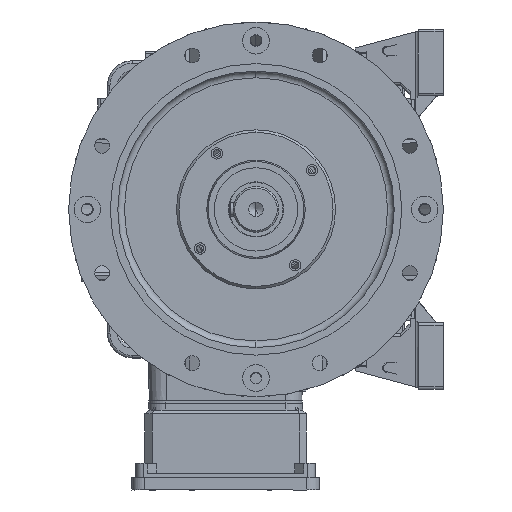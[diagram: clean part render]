
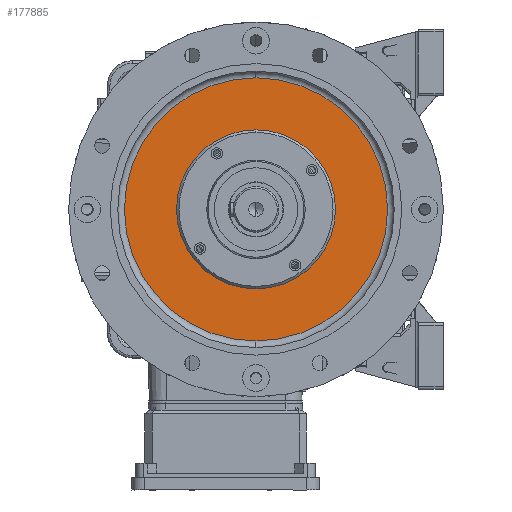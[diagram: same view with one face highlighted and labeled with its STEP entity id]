
A CAD part, left-side view. The second image highlights one B-rep face of the part: STEP entity #177885.
In plain terms, the highlighted planar face has unit normal (-1, 0, 0).
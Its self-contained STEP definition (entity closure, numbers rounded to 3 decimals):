
#10908 = FACE_OUTER_BOUND ( 'NONE', #163957, .T. ) ;
#15298 = VERTEX_POINT ( 'NONE', #124322 ) ;
#31002 = ORIENTED_EDGE ( 'NONE', *, *, #73767, .F. ) ;
#36945 = EDGE_CURVE ( 'NONE', #37814, #15298, #136583, .T. ) ;
#37814 = VERTEX_POINT ( 'NONE', #41728 ) ;
#41728 = CARTESIAN_POINT ( 'NONE',  ( 19.5, 0., -95.5 ) ) ;
#43163 = VERTEX_POINT ( 'NONE', #95042 ) ;
#43845 = PLANE ( 'NONE',  #97569 ) ;
#53293 = ORIENTED_EDGE ( 'NONE', *, *, #167576, .T. ) ;
#54473 = AXIS2_PLACEMENT_3D ( 'NONE', #77662, #58128, #140415 ) ;
#58128 = DIRECTION ( 'NONE',  ( -1., 0., 0. ) ) ;
#58199 = ORIENTED_EDGE ( 'NONE', *, *, #36945, .F. ) ;
#59532 = EDGE_LOOP ( 'NONE', ( #58199, #31002 ) ) ;
#63466 = VERTEX_POINT ( 'NONE', #109304 ) ;
#69554 = CARTESIAN_POINT ( 'NONE',  ( 19.5, 0., 0. ) ) ;
#73767 = EDGE_CURVE ( 'NONE', #15298, #37814, #119641, .T. ) ;
#77662 = CARTESIAN_POINT ( 'NONE',  ( 19.5, 0., 0. ) ) ;
#82128 = AXIS2_PLACEMENT_3D ( 'NONE', #151773, #101477, #166271 ) ;
#85594 = CIRCLE ( 'NONE', #180759, 158. ) ;
#93347 = DIRECTION ( 'NONE',  ( 0., 0., 1. ) ) ;
#95042 = CARTESIAN_POINT ( 'NONE',  ( 19.5, 0., -158. ) ) ;
#97569 = AXIS2_PLACEMENT_3D ( 'NONE', #200235, #136445, #199223 ) ;
#100457 = DIRECTION ( 'NONE',  ( -1., 0., 0. ) ) ;
#101477 = DIRECTION ( 'NONE',  ( -1., 0., 0. ) ) ;
#109304 = CARTESIAN_POINT ( 'NONE',  ( 19.5, 0., 158. ) ) ;
#110851 = CARTESIAN_POINT ( 'NONE',  ( 19.5, 0., 0. ) ) ;
#119641 = CIRCLE ( 'NONE', #162371, 95.5 ) ;
#124322 = CARTESIAN_POINT ( 'NONE',  ( 19.5, 0., 95.5 ) ) ;
#131868 = EDGE_CURVE ( 'NONE', #43163, #63466, #85594, .T. ) ;
#136445 = DIRECTION ( 'NONE',  ( 1., 0., 0. ) ) ;
#136583 = CIRCLE ( 'NONE', #54473, 95.5 ) ;
#140415 = DIRECTION ( 'NONE',  ( 0., 0., 1. ) ) ;
#146763 = DIRECTION ( 'NONE',  ( 0., 0., 1. ) ) ;
#151773 = CARTESIAN_POINT ( 'NONE',  ( 19.5, 0., 0. ) ) ;
#162371 = AXIS2_PLACEMENT_3D ( 'NONE', #69554, #100457, #146763 ) ;
#163957 = EDGE_LOOP ( 'NONE', ( #53293, #164268 ) ) ;
#164268 = ORIENTED_EDGE ( 'NONE', *, *, #131868, .T. ) ;
#166271 = DIRECTION ( 'NONE',  ( 0., 0., 1. ) ) ;
#167576 = EDGE_CURVE ( 'NONE', #63466, #43163, #174041, .T. ) ;
#174041 = CIRCLE ( 'NONE', #82128, 158. ) ;
#177885 = ADVANCED_FACE ( 'NONE', ( #198197, #10908 ), #43845, .F. ) ;
#180759 = AXIS2_PLACEMENT_3D ( 'NONE', #110851, #187981, #93347 ) ;
#187981 = DIRECTION ( 'NONE',  ( -1., 0., 0. ) ) ;
#198197 = FACE_BOUND ( 'NONE', #59532, .T. ) ;
#199223 = DIRECTION ( 'NONE',  ( 0., 0., -1. ) ) ;
#200235 = CARTESIAN_POINT ( 'NONE',  ( 19.5, 158., 0. ) ) ;
